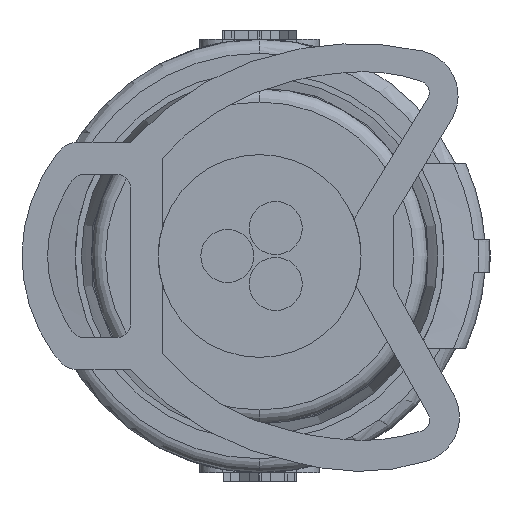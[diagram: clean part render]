
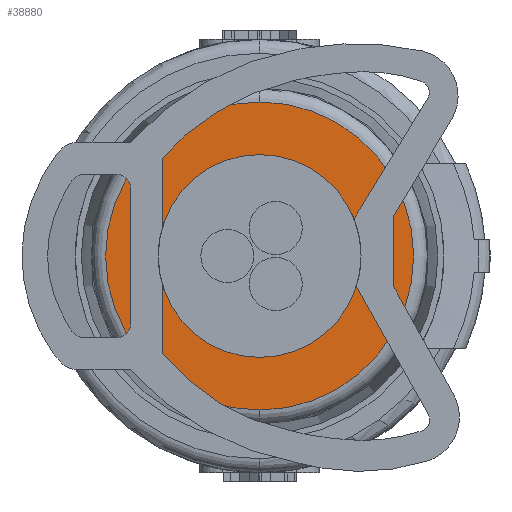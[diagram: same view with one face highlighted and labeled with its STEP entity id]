
A CAD part, left-side view. The second image highlights one B-rep face of the part: STEP entity #38880.
In plain terms, the highlighted face is planar.
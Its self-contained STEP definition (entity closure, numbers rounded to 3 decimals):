
#100=CARTESIAN_POINT('',(20.465,35.828,184.5));
#110=VERTEX_POINT('',#100);
#1290=CARTESIAN_POINT('',(20.465,31.428,184.5));
#1300=VERTEX_POINT('',#1290);
#1330=CARTESIAN_POINT('',(20.465,33.628,184.5));
#1340=DIRECTION('',(0.,0.,-1.));
#1350=DIRECTION('',(0.,-1.,0.));
#1360=AXIS2_PLACEMENT_3D('',#1330,#1340,#1350);
#1370=CIRCLE('',#1360,2.2);
#1380=EDGE_CURVE('',#110,#1300,#1370,.T.);
#38630=CARTESIAN_POINT('',(22.293,33.968,184.5));
#38640=DIRECTION('',(0.,0.,-1.));
#38650=DIRECTION('',(-1.,0.,0.));
#38660=AXIS2_PLACEMENT_3D('',#38630,#38640,#38650);
#38670=PLANE('',#38660);
#38680=CARTESIAN_POINT('',(20.465,33.628,184.5));
#38690=DIRECTION('',(0.,0.,1.));
#38700=DIRECTION('',(0.,-1.,0.));
#38710=AXIS2_PLACEMENT_3D('',#38680,#38690,#38700);
#38720=CIRCLE('',#38710,3.343);
#38730=CARTESIAN_POINT('',(23.808,33.628,184.5));
#38740=VERTEX_POINT('',#38730);
#38750=CARTESIAN_POINT('',(17.122,33.628,184.5));
#38760=VERTEX_POINT('',#38750);
#38770=EDGE_CURVE('',#38740,#38760,#38720,.T.);
#38780=ORIENTED_EDGE('',*,*,#38770,.F.);
#38790=EDGE_CURVE('',#38760,#38740,#38720,.T.);
#38800=ORIENTED_EDGE('',*,*,#38790,.F.);
#38810=EDGE_LOOP('',(#38800,#38780));
#38820=FACE_OUTER_BOUND('',#38810,.T.);
#38830=EDGE_CURVE('',#1300,#110,#1370,.T.);
#38840=ORIENTED_EDGE('',*,*,#38830,.F.);
#38850=ORIENTED_EDGE('',*,*,#1380,.F.);
#38860=EDGE_LOOP('',(#38850,#38840));
#38870=FACE_BOUND('',#38860,.T.);
#38880=ADVANCED_FACE('',(#38820,#38870),#38670,.T.);
